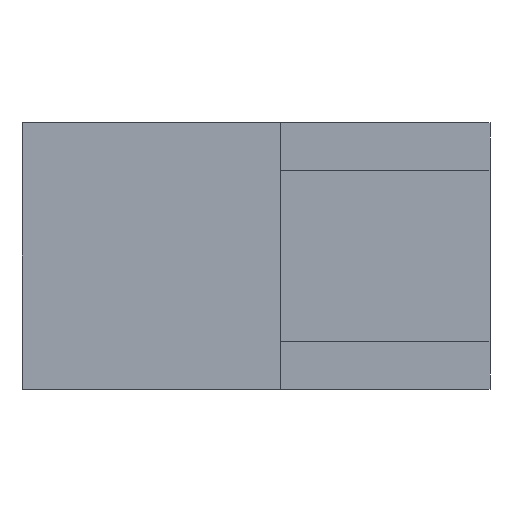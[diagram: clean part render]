
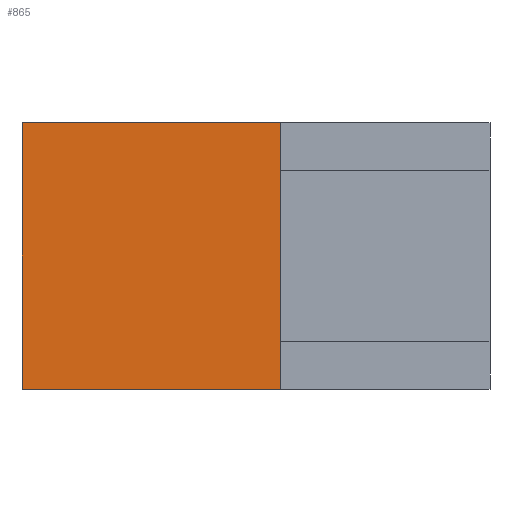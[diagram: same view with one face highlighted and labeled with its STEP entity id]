
A CAD part, front view. The second image highlights one B-rep face of the part: STEP entity #865.
In plain terms, the highlighted planar face has unit normal (0, -1, 0).
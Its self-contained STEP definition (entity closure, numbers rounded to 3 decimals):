
#25=FACE_OUTER_BOUND('',#69,.T.);
#69=EDGE_LOOP('',(#571,#572,#573,#574));
#117=LINE('',#1195,#239);
#118=LINE('',#1197,#240);
#119=LINE('',#1199,#241);
#120=LINE('',#1200,#242);
#239=VECTOR('',#975,10.);
#240=VECTOR('',#976,10.);
#241=VECTOR('',#977,10.);
#242=VECTOR('',#978,10.);
#361=VERTEX_POINT('',#1193);
#362=VERTEX_POINT('',#1194);
#363=VERTEX_POINT('',#1196);
#364=VERTEX_POINT('',#1198);
#445=EDGE_CURVE('',#361,#362,#117,.T.);
#446=EDGE_CURVE('',#361,#363,#118,.T.);
#447=EDGE_CURVE('',#363,#364,#119,.T.);
#448=EDGE_CURVE('',#364,#362,#120,.T.);
#571=ORIENTED_EDGE('',*,*,#445,.F.);
#572=ORIENTED_EDGE('',*,*,#446,.T.);
#573=ORIENTED_EDGE('',*,*,#447,.T.);
#574=ORIENTED_EDGE('',*,*,#448,.T.);
#823=PLANE('',#923);
#865=ADVANCED_FACE('',(#25),#823,.T.);
#923=AXIS2_PLACEMENT_3D('',#1192,#973,#974);
#973=DIRECTION('center_axis',(0.,-1.,0.));
#974=DIRECTION('ref_axis',(0.,0.,-1.));
#975=DIRECTION('',(0.,0.,-1.));
#976=DIRECTION('',(-1.,0.,0.));
#977=DIRECTION('',(0.,0.,-1.));
#978=DIRECTION('',(1.,0.,0.));
#1192=CARTESIAN_POINT('Origin',(232.2,-57.168,-2.));
#1193=CARTESIAN_POINT('',(232.2,-57.168,12.));
#1194=CARTESIAN_POINT('',(232.2,-57.168,-2.));
#1195=CARTESIAN_POINT('',(232.2,-57.168,0.));
#1196=CARTESIAN_POINT('',(218.6,-57.168,12.));
#1197=CARTESIAN_POINT('',(232.2,-57.168,12.));
#1198=CARTESIAN_POINT('',(218.6,-57.168,-2.));
#1199=CARTESIAN_POINT('',(218.6,-57.168,-2.));
#1200=CARTESIAN_POINT('',(232.2,-57.168,-2.));
